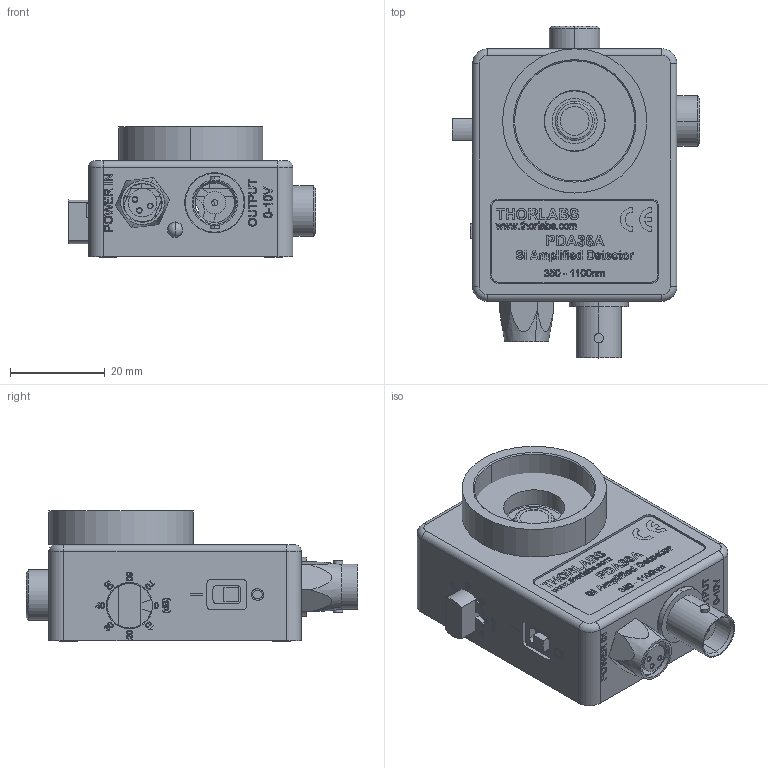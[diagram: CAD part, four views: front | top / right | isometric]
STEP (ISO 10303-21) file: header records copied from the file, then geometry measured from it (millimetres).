
FILE_DESCRIPTION (( 'STEP AP203' ), '1' );
FILE_NAME ('13053-E0W.STEP', '2011-06-29T13:01:21', ( 'Admin' ), ( 'Thorlabs, Inc.' ), 'SwSTEP 2.0', 'SolidWorks 2011', '' );
FILE_SCHEMA (( 'CONFIG_CONTROL_DESIGN' ));
Products named in the file (1): 13053-E0W
Bounding box: 52.27 x 70.13 x 27.47 mm (x, y, z)
Surface area: 20345.3 mm2 (no closed solid volume)
Topology: 0 solids, 118 shells, 518 faces, 3387 edges, 2967 vertices
Faces by surface type: plane 325, cylinder 92, bspline 69, cone 24, torus 6, sphere 2
Entity records: 50341 total; most frequent: CARTESIAN_POINT 27715, ORIENTED_EDGE 4133, DIRECTION 3421, EDGE_CURVE 3383, VERTEX_POINT 2965, LINE 1765, VECTOR 1765, B_SPLINE_CURVE_WITH_KNOTS 1240
